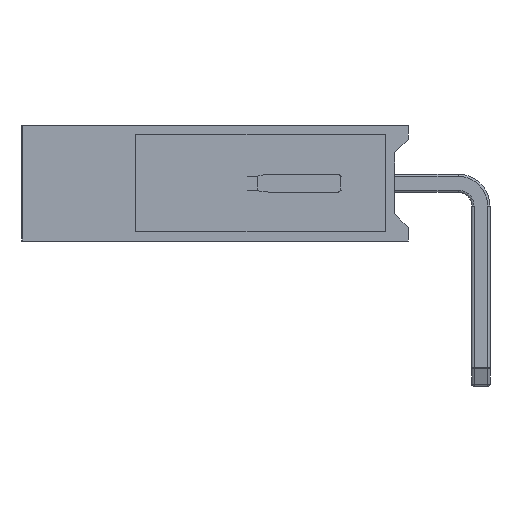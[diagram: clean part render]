
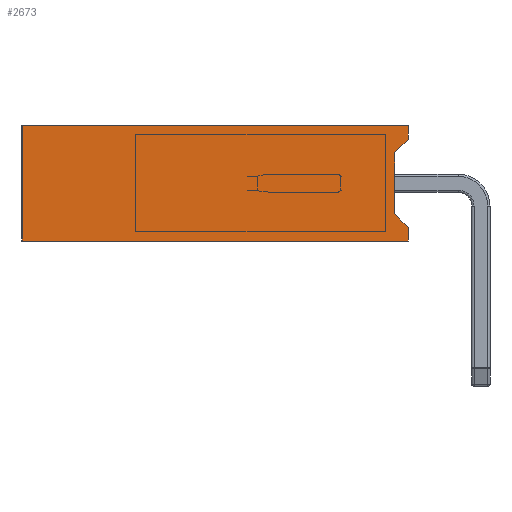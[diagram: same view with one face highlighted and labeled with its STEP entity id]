
A CAD part, left-side view. The second image highlights one B-rep face of the part: STEP entity #2673.
In plain terms, the highlighted planar face has unit normal (-1, 0, 0).
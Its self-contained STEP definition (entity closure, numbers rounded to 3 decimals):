
#166=PLANE('',#2911);
#241=FACE_OUTER_BOUND('',#404,.T.);
#404=EDGE_LOOP('',(#1773,#1774,#1775,#1776,#1777,#1778,#1779,#1780));
#571=LINE('',#4201,#769);
#575=LINE('',#4209,#773);
#581=LINE('',#4224,#779);
#592=LINE('',#4244,#790);
#593=LINE('',#4247,#791);
#596=LINE('',#4253,#794);
#597=LINE('',#4255,#795);
#598=LINE('',#4256,#796);
#769=VECTOR('',#3309,10.);
#773=VECTOR('',#3315,10.);
#779=VECTOR('',#3327,10.);
#790=VECTOR('',#3344,10.);
#791=VECTOR('',#3347,10.);
#794=VECTOR('',#3352,10.);
#795=VECTOR('',#3353,10.);
#796=VECTOR('',#3354,10.);
#1123=VERTEX_POINT('',#4199);
#1124=VERTEX_POINT('',#4200);
#1127=VERTEX_POINT('',#4208);
#1133=VERTEX_POINT('',#4223);
#1139=VERTEX_POINT('',#4242);
#1140=VERTEX_POINT('',#4246);
#1142=VERTEX_POINT('',#4252);
#1143=VERTEX_POINT('',#4254);
#1347=EDGE_CURVE('',#1123,#1124,#571,.T.);
#1351=EDGE_CURVE('',#1127,#1124,#575,.T.);
#1359=EDGE_CURVE('',#1127,#1133,#581,.T.);
#1370=EDGE_CURVE('',#1123,#1139,#592,.T.);
#1371=EDGE_CURVE('',#1140,#1133,#593,.T.);
#1374=EDGE_CURVE('',#1139,#1142,#596,.T.);
#1375=EDGE_CURVE('',#1143,#1142,#597,.T.);
#1376=EDGE_CURVE('',#1140,#1143,#598,.T.);
#1773=ORIENTED_EDGE('',*,*,#1351,.T.);
#1774=ORIENTED_EDGE('',*,*,#1347,.F.);
#1775=ORIENTED_EDGE('',*,*,#1370,.T.);
#1776=ORIENTED_EDGE('',*,*,#1374,.T.);
#1777=ORIENTED_EDGE('',*,*,#1375,.F.);
#1778=ORIENTED_EDGE('',*,*,#1376,.F.);
#1779=ORIENTED_EDGE('',*,*,#1371,.T.);
#1780=ORIENTED_EDGE('',*,*,#1359,.F.);
#2673=ADVANCED_FACE('',(#241),#166,.T.);
#2911=AXIS2_PLACEMENT_3D('',#4251,#3350,#3351);
#3309=DIRECTION('',(0.,0.707,-0.707));
#3315=DIRECTION('',(0.,0.,1.));
#3327=DIRECTION('',(0.,-0.707,-0.707));
#3344=DIRECTION('',(0.,0.,1.));
#3347=DIRECTION('',(0.,0.,1.));
#3350=DIRECTION('center_axis',(-1.,0.,0.));
#3351=DIRECTION('ref_axis',(0.,0.,
1.));
#3352=DIRECTION('',(0.,1.,0.));
#3353=DIRECTION('',(0.,0.,1.));
#3354=DIRECTION('',(0.,1.,0.));
#4199=CARTESIAN_POINT('',(-1.27,1.6,2.24));
#4200=CARTESIAN_POINT('',(-1.27,1.9,1.94));
#4201=CARTESIAN_POINT('',(-1.27,2.235,1.605));
#4208=CARTESIAN_POINT('',(-1.27,1.9,0.6));
#4209=CARTESIAN_POINT('',(-1.27,1.9,0.635));
#4223=CARTESIAN_POINT('',(-1.27,1.6,0.3));
#4224=CARTESIAN_POINT('',(-1.27,1.6,0.3));
#4242=CARTESIAN_POINT('',(-1.27,1.6,2.54));
#4244=CARTESIAN_POINT('',(-1.27,1.6,0.));
#4246=CARTESIAN_POINT('',(-1.27,1.6,0.));
#4247=CARTESIAN_POINT('',(-1.27,1.6,0.));
#4251=CARTESIAN_POINT('Origin',(-1.27,1.6,0.));
#4252=CARTESIAN_POINT('',(-1.27,10.1,2.54));
#4253=CARTESIAN_POINT('',(-1.27,1.6,2.54));
#4254=CARTESIAN_POINT('',(-1.27,10.1,0.));
#4255=CARTESIAN_POINT('',(-1.27,10.1,0.));
#4256=CARTESIAN_POINT('',(-1.27,1.6,0.));
